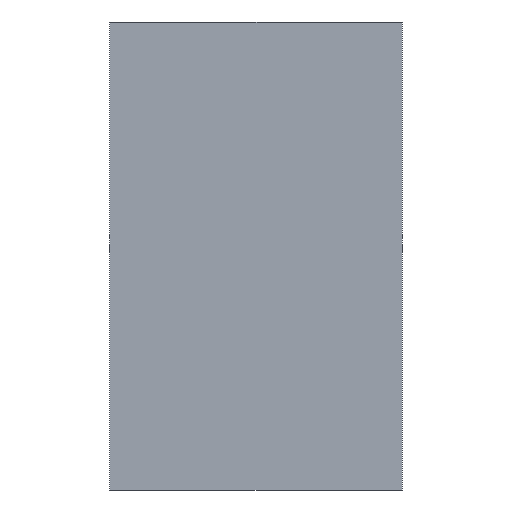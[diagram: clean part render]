
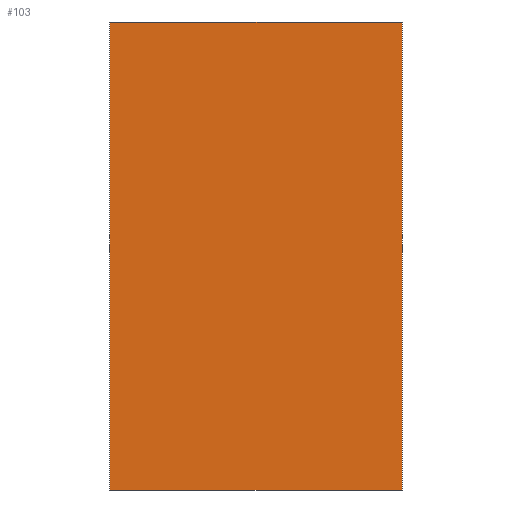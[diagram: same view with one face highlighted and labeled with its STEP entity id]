
A CAD part, front view. The second image highlights one B-rep face of the part: STEP entity #103.
In plain terms, the highlighted planar face has unit normal (0, -1, 0).
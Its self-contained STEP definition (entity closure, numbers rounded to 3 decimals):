
#103=ADVANCED_FACE('',(#147),#149,.F.);
#147=FACE_BOUND('',#148,.T.);
#148=EDGE_LOOP('',(#174,#175,#176,#177));
#149=PLANE('',#150);
#150=AXIS2_PLACEMENT_3D('',#151,#152,#153);
#151=CARTESIAN_POINT('',(0.,0.,0.));
#152=DIRECTION('',(0.,1.,0.));
#153=DIRECTION('',(-1.,0.,0.));
#174=ORIENTED_EDGE('',*,*,#188,.F.);
#175=ORIENTED_EDGE('',*,*,#185,.F.);
#176=ORIENTED_EDGE('',*,*,#182,.F.);
#177=ORIENTED_EDGE('',*,*,#178,.F.);
#178=EDGE_CURVE('',#190,#191,#192,.T.);
#182=EDGE_CURVE('',#191,#198,#199,.T.);
#185=EDGE_CURVE('',#198,#203,#204,.T.);
#188=EDGE_CURVE('',#203,#190,#208,.T.);
#190=VERTEX_POINT('',#210);
#191=VERTEX_POINT('',#211);
#192=LINE('',#212,#213);
#198=VERTEX_POINT('',#226);
#199=LINE('',#227,#228);
#203=VERTEX_POINT('',#237);
#204=LINE('',#238,#239);
#208=LINE('',#248,#249);
#210=CARTESIAN_POINT('',(-20.,0.,0.));
#211=CARTESIAN_POINT('',(-20.,0.,32.));
#212=CARTESIAN_POINT('',(-20.,0.,0.));
#213=VECTOR('',#214,1.);
#214=DIRECTION('',(0.,0.,1.));
#226=CARTESIAN_POINT('',(0.,0.,32.));
#227=CARTESIAN_POINT('',(-20.,0.,32.));
#228=VECTOR('',#229,1.);
#229=DIRECTION('',(1.,0.,0.));
#237=CARTESIAN_POINT('',(0.,0.,0.));
#238=CARTESIAN_POINT('',(0.,0.,32.));
#239=VECTOR('',#240,1.);
#240=DIRECTION('',(0.,0.,-1.));
#248=CARTESIAN_POINT('',(0.,0.,0.));
#249=VECTOR('',#250,1.);
#250=DIRECTION('',(-1.,0.,0.));
